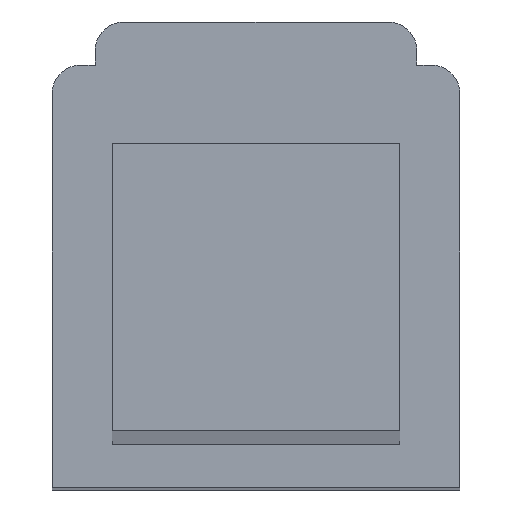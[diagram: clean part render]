
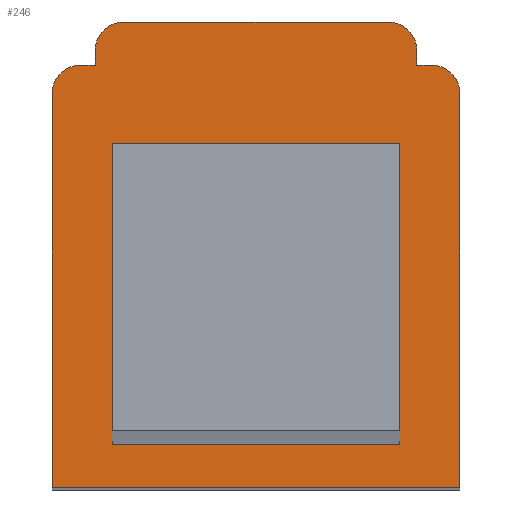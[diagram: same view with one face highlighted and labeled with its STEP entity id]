
A CAD part, top view. The second image highlights one B-rep face of the part: STEP entity #246.
In plain terms, the highlighted planar face has unit normal (0, 0, 1).
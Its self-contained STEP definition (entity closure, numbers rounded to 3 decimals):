
#2 = CARTESIAN_POINT ( 'NONE',  ( 0., 1.5, 27. ) ) ;
#4 = DIRECTION ( 'NONE',  ( -1., 0., 0. ) ) ;
#6 = VECTOR ( 'NONE', #4, 1000. ) ;
#9 = EDGE_CURVE ( 'NONE', #415, #632, #485, .T. ) ;
#10 = ORIENTED_EDGE ( 'NONE', *, *, #47, .T. ) ;
#15 = VERTEX_POINT ( 'NONE', #92 ) ;
#20 = DIRECTION ( 'NONE',  ( 0., 1., 0. ) ) ;
#22 = VERTEX_POINT ( 'NONE', #37 ) ;
#28 = ORIENTED_EDGE ( 'NONE', *, *, #432, .F. ) ;
#31 = VECTOR ( 'NONE', #85, 1000. ) ;
#36 = EDGE_CURVE ( 'NONE', #661, #415, #97, .T. ) ;
#37 = CARTESIAN_POINT ( 'NONE',  ( -5., 11.5, 27. ) ) ;
#39 = ORIENTED_EDGE ( 'NONE', *, *, #398, .T. ) ;
#44 = ORIENTED_EDGE ( 'NONE', *, *, #247, .T. ) ;
#47 = EDGE_CURVE ( 'NONE', #351, #661, #302, .T. ) ;
#60 = CARTESIAN_POINT ( 'NONE',  ( -5.6, 14.7, 27. ) ) ;
#78 = CARTESIAN_POINT ( 'NONE',  ( 4.6, 15.2, 27. ) ) ;
#85 = DIRECTION ( 'NONE',  ( 0., -1., 0. ) ) ;
#88 = CARTESIAN_POINT ( 'NONE',  ( -5.6, 14.7, 27. ) ) ;
#92 = CARTESIAN_POINT ( 'NONE',  ( 5., 1.5, 27. ) ) ;
#97 = LINE ( 'NONE', #88, #391 ) ;
#106 = ORIENTED_EDGE ( 'NONE', *, *, #581, .T. ) ;
#125 = LINE ( 'NONE', #452, #310 ) ;
#131 = ORIENTED_EDGE ( 'NONE', *, *, #779, .T. ) ;
#134 = FACE_BOUND ( 'NONE', #746, .T. ) ;
#152 = DIRECTION ( 'NONE',  ( 0., 0., 1. ) ) ;
#158 = LINE ( 'NONE', #298, #262 ) ;
#160 = ORIENTED_EDGE ( 'NONE', *, *, #441, .T. ) ;
#163 = EDGE_CURVE ( 'NONE', #565, #15, #438, .T. ) ;
#178 = CARTESIAN_POINT ( 'NONE',  ( -7.1, 14.7, 27. ) ) ;
#181 = VECTOR ( 'NONE', #483, 1000. ) ;
#188 = DIRECTION ( 'NONE',  ( 0., -1., 0. ) ) ;
#197 = ORIENTED_EDGE ( 'NONE', *, *, #498, .F. ) ;
#203 = LINE ( 'NONE', #685, #443 ) ;
#204 = DIRECTION ( 'NONE',  ( 0., 0., 1. ) ) ;
#217 = AXIS2_PLACEMENT_3D ( 'NONE', #459, #583, #763 ) ;
#223 = CARTESIAN_POINT ( 'NONE',  ( -5., 1.5, 27. ) ) ;
#229 = ORIENTED_EDGE ( 'NONE', *, *, #163, .F. ) ;
#230 = CARTESIAN_POINT ( 'NONE',  ( 6.1, 13.7, 27. ) ) ;
#231 = EDGE_CURVE ( 'NONE', #576, #780, #473, .T. ) ;
#232 = CARTESIAN_POINT ( 'NONE',  ( -6.1, 14.7, 27. ) ) ;
#234 = CARTESIAN_POINT ( 'NONE',  ( -7.1, 0., 27. ) ) ;
#237 = VERTEX_POINT ( 'NONE', #234 ) ;
#246 = ADVANCED_FACE ( 'NONE', ( #682, #134 ), #737, .F. ) ;
#247 = EDGE_CURVE ( 'NONE', #635, #647, #158, .T. ) ;
#255 = VECTOR ( 'NONE', #719, 1000. ) ;
#257 = VERTEX_POINT ( 'NONE', #667 ) ;
#262 = VECTOR ( 'NONE', #290, 1000. ) ;
#263 = ORIENTED_EDGE ( 'NONE', *, *, #36, .T. ) ;
#273 = CIRCLE ( 'NONE', #217, 1. ) ;
#284 = CARTESIAN_POINT ( 'NONE',  ( 5., 11.5, 27. ) ) ;
#287 = CARTESIAN_POINT ( 'NONE',  ( 5.6, 16.2, 27. ) ) ;
#290 = DIRECTION ( 'NONE',  ( -1., 0., 0. ) ) ;
#298 = CARTESIAN_POINT ( 'NONE',  ( 5.6, 14.7, 27. ) ) ;
#302 = LINE ( 'NONE', #596, #31 ) ;
#310 = VECTOR ( 'NONE', #713, 1000. ) ;
#312 = CARTESIAN_POINT ( 'NONE',  ( 5.6, 14.7, 27. ) ) ;
#317 = AXIS2_PLACEMENT_3D ( 'NONE', #360, #495, #557 ) ;
#332 = VECTOR ( 'NONE', #670, 1000. ) ;
#348 = DIRECTION ( 'NONE',  ( -1., 0., 0. ) ) ;
#351 = VERTEX_POINT ( 'NONE', #393 ) ;
#358 = CIRCLE ( 'NONE', #429, 1. ) ;
#360 = CARTESIAN_POINT ( 'NONE',  ( 0., 0., 27. ) ) ;
#374 = LINE ( 'NONE', #287, #550 ) ;
#376 = CARTESIAN_POINT ( 'NONE',  ( -5., 0., 27. ) ) ;
#380 = VERTEX_POINT ( 'NONE', #284 ) ;
#388 = LINE ( 'NONE', #605, #255 ) ;
#391 = VECTOR ( 'NONE', #711, 1000. ) ;
#393 = CARTESIAN_POINT ( 'NONE',  ( -5.6, 15.2, 27. ) ) ;
#398 = EDGE_CURVE ( 'NONE', #237, #257, #388, .T. ) ;
#400 = LINE ( 'NONE', #376, #614 ) ;
#405 = CARTESIAN_POINT ( 'NONE',  ( 5.6, 15.2, 27. ) ) ;
#409 = CARTESIAN_POINT ( 'NONE',  ( -6.1, 13.7, 27. ) ) ;
#414 = DIRECTION ( 'NONE',  ( -1., 0., 0. ) ) ;
#415 = VERTEX_POINT ( 'NONE', #232 ) ;
#417 = ORIENTED_EDGE ( 'NONE', *, *, #231, .T. ) ;
#421 = ORIENTED_EDGE ( 'NONE', *, *, #458, .T. ) ;
#422 = AXIS2_PLACEMENT_3D ( 'NONE', #78, #204, #698 ) ;
#429 = AXIS2_PLACEMENT_3D ( 'NONE', #230, #717, #348 ) ;
#432 = EDGE_CURVE ( 'NONE', #380, #22, #559, .T. ) ;
#438 = LINE ( 'NONE', #2, #181 ) ;
#441 = EDGE_CURVE ( 'NONE', #647, #513, #374, .T. ) ;
#443 = VECTOR ( 'NONE', #20, 1000. ) ;
#445 = CARTESIAN_POINT ( 'NONE',  ( 6.1, 14.7, 27. ) ) ;
#450 = CARTESIAN_POINT ( 'NONE',  ( -7.1, 13.7, 27. ) ) ;
#452 = CARTESIAN_POINT ( 'NONE',  ( 5., 0., 27. ) ) ;
#458 = EDGE_CURVE ( 'NONE', #574, #635, #358, .T. ) ;
#459 = CARTESIAN_POINT ( 'NONE',  ( -4.6, 15.2, 27. ) ) ;
#473 = LINE ( 'NONE', #611, #6 ) ;
#481 = EDGE_LOOP ( 'NONE', ( #263, #654, #609, #39, #106, #421, #44, #160, #710, #417, #131, #10 ) ) ;
#483 = DIRECTION ( 'NONE',  ( 1., 0., 0. ) ) ;
#485 = CIRCLE ( 'NONE', #709, 1. ) ;
#491 = EDGE_CURVE ( 'NONE', #632, #237, #504, .T. ) ;
#495 = DIRECTION ( 'NONE',  ( 0., 0., -1. ) ) ;
#498 = EDGE_CURVE ( 'NONE', #15, #380, #125, .T. ) ;
#504 = LINE ( 'NONE', #178, #332 ) ;
#507 = CARTESIAN_POINT ( 'NONE',  ( 7.1, 13.7, 27. ) ) ;
#508 = CARTESIAN_POINT ( 'NONE',  ( 4.6, 16.2, 27. ) ) ;
#513 = VERTEX_POINT ( 'NONE', #405 ) ;
#530 = VECTOR ( 'NONE', #414, 1000. ) ;
#550 = VECTOR ( 'NONE', #555, 1000. ) ;
#555 = DIRECTION ( 'NONE',  ( 0., 1., 0. ) ) ;
#557 = DIRECTION ( 'NONE',  ( -1., 0., 0. ) ) ;
#559 = LINE ( 'NONE', #782, #530 ) ;
#565 = VERTEX_POINT ( 'NONE', #223 ) ;
#568 = EDGE_CURVE ( 'NONE', #22, #565, #400, .T. ) ;
#574 = VERTEX_POINT ( 'NONE', #507 ) ;
#576 = VERTEX_POINT ( 'NONE', #508 ) ;
#581 = EDGE_CURVE ( 'NONE', #257, #574, #203, .T. ) ;
#583 = DIRECTION ( 'NONE',  ( 0., 0., 1. ) ) ;
#596 = CARTESIAN_POINT ( 'NONE',  ( -5.6, 16.2, 27. ) ) ;
#605 = CARTESIAN_POINT ( 'NONE',  ( -7.1, 0., 27. ) ) ;
#609 = ORIENTED_EDGE ( 'NONE', *, *, #491, .T. ) ;
#611 = CARTESIAN_POINT ( 'NONE',  ( -5.6, 16.2, 27. ) ) ;
#614 = VECTOR ( 'NONE', #188, 1000. ) ;
#632 = VERTEX_POINT ( 'NONE', #450 ) ;
#635 = VERTEX_POINT ( 'NONE', #445 ) ;
#647 = VERTEX_POINT ( 'NONE', #312 ) ;
#654 = ORIENTED_EDGE ( 'NONE', *, *, #9, .T. ) ;
#659 = DIRECTION ( 'NONE',  ( -1., 0., 0. ) ) ;
#661 = VERTEX_POINT ( 'NONE', #60 ) ;
#667 = CARTESIAN_POINT ( 'NONE',  ( 7.1, 0., 27. ) ) ;
#670 = DIRECTION ( 'NONE',  ( 0., -1., 0. ) ) ;
#682 = FACE_OUTER_BOUND ( 'NONE', #481, .T. ) ;
#685 = CARTESIAN_POINT ( 'NONE',  ( 7.1, 14.7, 27. ) ) ;
#698 = DIRECTION ( 'NONE',  ( -1., 0., 0. ) ) ;
#699 = EDGE_CURVE ( 'NONE', #513, #576, #734, .T. ) ;
#709 = AXIS2_PLACEMENT_3D ( 'NONE', #409, #152, #659 ) ;
#710 = ORIENTED_EDGE ( 'NONE', *, *, #699, .T. ) ;
#711 = DIRECTION ( 'NONE',  ( -1., 0., 0. ) ) ;
#713 = DIRECTION ( 'NONE',  ( 0., 1., 0. ) ) ;
#717 = DIRECTION ( 'NONE',  ( 0., 0., 1. ) ) ;
#719 = DIRECTION ( 'NONE',  ( 1., 0., 0. ) ) ;
#734 = CIRCLE ( 'NONE', #422, 1. ) ;
#737 = PLANE ( 'NONE',  #317 ) ;
#746 = EDGE_LOOP ( 'NONE', ( #759, #28, #197, #229 ) ) ;
#759 = ORIENTED_EDGE ( 'NONE', *, *, #568, .F. ) ;
#762 = CARTESIAN_POINT ( 'NONE',  ( -4.6, 16.2, 27. ) ) ;
#763 = DIRECTION ( 'NONE',  ( -1., 0., 0. ) ) ;
#779 = EDGE_CURVE ( 'NONE', #780, #351, #273, .T. ) ;
#780 = VERTEX_POINT ( 'NONE', #762 ) ;
#782 = CARTESIAN_POINT ( 'NONE',  ( 0., 11.5, 27. ) ) ;
